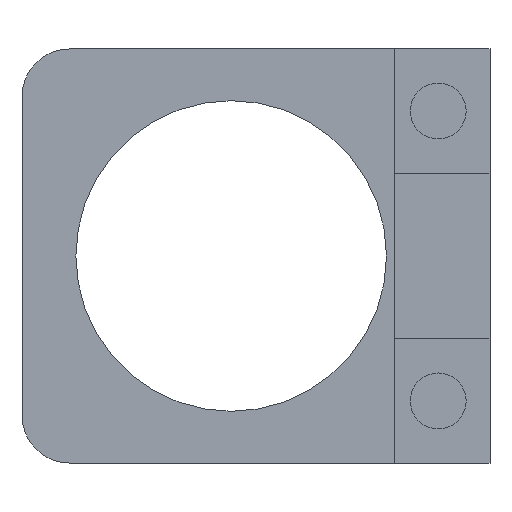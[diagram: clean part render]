
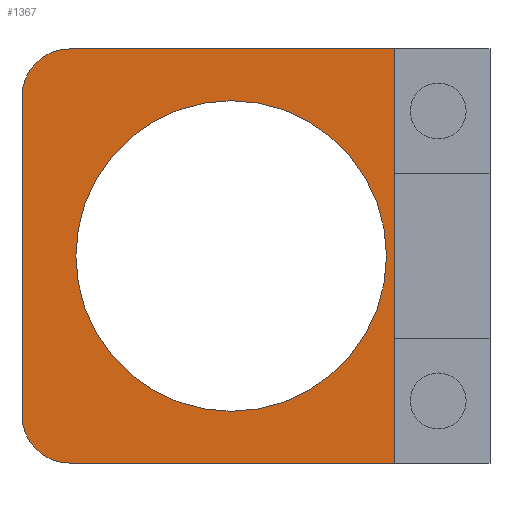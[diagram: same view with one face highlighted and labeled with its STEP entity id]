
A CAD part, front view. The second image highlights one B-rep face of the part: STEP entity #1367.
In plain terms, the highlighted planar face has unit normal (0, -1, 0).
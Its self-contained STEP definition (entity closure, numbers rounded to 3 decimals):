
#52=FACE_BOUND('',#242,.T.);
#106=CIRCLE('',#1496,7.5);
#108=CIRCLE('',#1502,2.3);
#110=CIRCLE('',#1505,2.3);
#167=FACE_OUTER_BOUND('',#241,.T.);
#241=EDGE_LOOP('',(#1087,#1088,#1089,#1090,#1091,#1092));
#242=EDGE_LOOP('',(#1093));
#304=LINE('',#2024,#438);
#368=LINE('',#2235,#502);
#377=LINE('',#2256,#511);
#378=LINE('',#2259,#512);
#438=VECTOR('',#1603,10.);
#502=VECTOR('',#1807,10.);
#511=VECTOR('',#1824,10.);
#512=VECTOR('',#1827,10.);
#573=VERTEX_POINT('',#2021);
#574=VERTEX_POINT('',#2023);
#648=VERTEX_POINT('',#2221);
#651=VERTEX_POINT('',#2234);
#657=VERTEX_POINT('',#2249);
#659=VERTEX_POINT('',#2255);
#660=VERTEX_POINT('',#2257);
#714=EDGE_CURVE('',#573,#574,#304,.T.);
#812=EDGE_CURVE('',#648,#648,#106,.T.);
#818=EDGE_CURVE('',#651,#574,#368,.T.);
#826=EDGE_CURVE('',#651,#657,#108,.T.);
#829=EDGE_CURVE('',#573,#659,#377,.T.);
#830=EDGE_CURVE('',#660,#659,#110,.T.);
#831=EDGE_CURVE('',#660,#657,#378,.T.);
#1087=ORIENTED_EDGE('',*,*,#826,.F.);
#1088=ORIENTED_EDGE('',*,*,#818,.T.);
#1089=ORIENTED_EDGE('',*,*,#714,.F.);
#1090=ORIENTED_EDGE('',*,*,#829,.T.);
#1091=ORIENTED_EDGE('',*,*,#830,.F.);
#1092=ORIENTED_EDGE('',*,*,#831,.T.);
#1093=ORIENTED_EDGE('',*,*,#812,.T.);
#1313=PLANE('',#1504);
#1367=ADVANCED_FACE('',(#167,#52),#1313,.T.);
#1496=AXIS2_PLACEMENT_3D('',#2223,#1793,#1794);
#1502=AXIS2_PLACEMENT_3D('',#2250,#1817,#1818);
#1504=AXIS2_PLACEMENT_3D('',#2254,#1822,#1823);
#1505=AXIS2_PLACEMENT_3D('',#2258,#1825,#1826);
#1603=DIRECTION('',(0.,0.,-1.));
#1793=DIRECTION('center_axis',(0.,1.,0.));
#1794=DIRECTION('ref_axis',(-1.,0.,0.));
#1807=DIRECTION('',(1.,0.,0.));
#1817=DIRECTION('center_axis',(0.,1.,0.));
#1818=DIRECTION('ref_axis',(-0.707,0.,-0.707));
#1822=DIRECTION('center_axis',(0.,-1.,0.));
#1823=DIRECTION('ref_axis',(0.,0.,-1.));
#1824=DIRECTION('',(-1.,0.,0.));
#1825=DIRECTION('center_axis',(0.,1.,0.));
#1826=DIRECTION('ref_axis',(-0.707,0.,0.707));
#1827=DIRECTION('',(0.,0.,-1.));
#2021=CARTESIAN_POINT('',(-2.3,20.025,10.));
#2023=CARTESIAN_POINT('',(-2.3,20.025,-10.));
#2024=CARTESIAN_POINT('',(-2.3,20.025,-5.));
#2221=CARTESIAN_POINT('',(-2.7,20.025,0.));
#2223=CARTESIAN_POINT('Origin',(-10.2,20.025,0.));
#2234=CARTESIAN_POINT('',(-18.,20.025,-10.));
#2235=CARTESIAN_POINT('',(-20.3,20.025,-10.));
#2249=CARTESIAN_POINT('',(-20.3,20.025,-7.7));
#2250=CARTESIAN_POINT('Origin',(-18.,20.025,-7.7));
#2254=CARTESIAN_POINT('Origin',(-10.2,20.025,0.));
#2255=CARTESIAN_POINT('',(-18.,20.025,10.));
#2256=CARTESIAN_POINT('',(-0.1,20.025,10.));
#2257=CARTESIAN_POINT('',(-20.3,20.025,7.7));
#2258=CARTESIAN_POINT('Origin',(-18.,20.025,7.7));
#2259=CARTESIAN_POINT('',(-20.3,20.025,10.));
